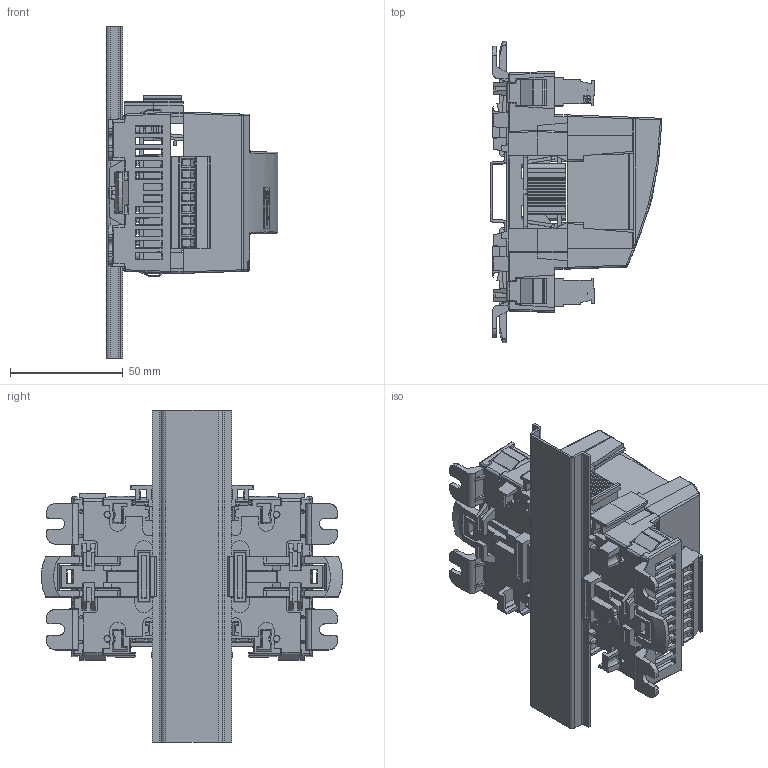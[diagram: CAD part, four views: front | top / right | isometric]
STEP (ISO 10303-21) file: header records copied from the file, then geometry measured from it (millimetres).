
FILE_DESCRIPTION((''),'2;1');
FILE_NAME('AK-XM_102A_102B_ASM','2022-04-22T14:19:01',('U240257'),(''),'CREO PARAMETRIC BY PTC INC, 2019344','CREO PARAMETRIC BY PTC INC, 2019344','');
FILE_SCHEMA(('AUTOMOTIVE_DESIGN { 1 0 10303 214 1 1 1 1 }'));
Products named in the file (16): AK2-SIZE_721_NONE_1_1_1; AK2-SIZE_723_NONE_1_1_1; AK2-SIZE_7210_NONE_1_1_1; AK2-SIZE_7211_NONE_1_1_1; AK2-SIZE_7213_1_NONE_WO_HOLES; AK2-SIZE_7218_NONE_1_1_1; AK2-SIZE_7219_NONE_1_1_1; AK2-SIZE_72_2RJ45_ASM; 080Z0514_03_01_RED_RECTANGULAR; AK2-SIZE_72_RED_RECTANGULAR_ASM; DIN-BAR_16DIN_AF8_1_1; LOGO_OUTLINE_DANFOSS_1_1; PXC_1755794_04_MSTBVA-2-5-8-G-5; PCBA_BOARD_AK_XM_102A_102B_ASM; PXC_1792304_03_MVSTBR-2-5-8-ST-; AK-XM_102A_102B_ASM
Assembly tree (19 placements, depth 4):
  AK-XM_102A_102B_ASM
    AK2-SIZE_72_RED_RECTANGULAR_ASM
      AK2-SIZE_72_2RJ45_ASM
        AK2-SIZE_721_NONE_1_1_1
        AK2-SIZE_723_NONE_1_1_1
        AK2-SIZE_7210_NONE_1_1_1
        AK2-SIZE_7211_NONE_1_1_1
        AK2-SIZE_7213_1_NONE_WO_HOLES
        AK2-SIZE_7218_NONE_1_1_1
        AK2-SIZE_7219_NONE_1_1_1
      080Z0514_03_01_RED_RECTANGULAR
    DIN-BAR_16DIN_AF8_1_1
    LOGO_OUTLINE_DANFOSS_1_1
    PCBA_BOARD_AK_XM_102A_102B_ASM
      AK2-SIZE_7213_1_NONE_WO_HOLES
      AK2-SIZE_7211_NONE_1_1_1
      PXC_1755794_04_MSTBVA-2-5-8-G-5  x2
    PXC_1792304_03_MVSTBR-2-5-8-ST-  x2
Bounding box: 76.12 x 133.47 x 147 mm (x, y, z)
Volume: 124035 mm3; surface area: 151055.4 mm2
Topology: 16 solids, 16 shells, 5361 faces, 14816 edges, 9536 vertices
Faces by surface type: plane 3777, cylinder 1060, sphere 162, cone 160, bspline 156, extrusion 36, torus 7, revolution 3
Entity records: 187345 total; most frequent: CARTESIAN_POINT 38859, ORIENTED_EDGE 23106, DIRECTION 20288, EDGE_CURVE 11553, VECTOR 8672, LINE 8636, VERTEX_POINT 7520, PRESENTATION_STYLE_ASSIGNMENT 6661
